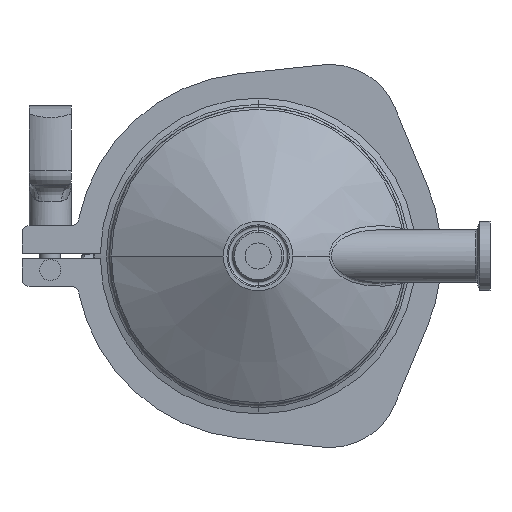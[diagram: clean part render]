
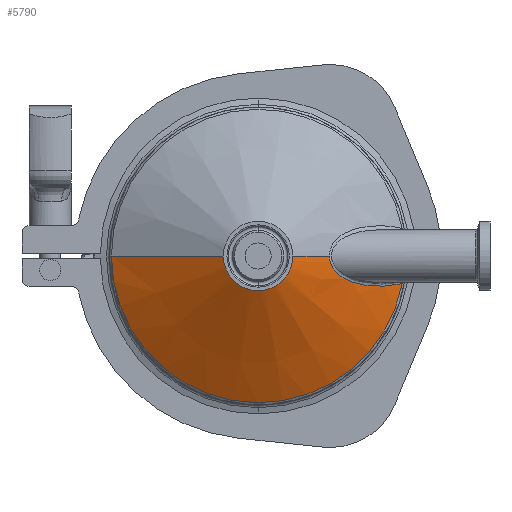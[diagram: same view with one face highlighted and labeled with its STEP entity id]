
A CAD part, front view. The second image highlights one B-rep face of the part: STEP entity #5790.
In plain terms, the highlighted conical face has half-angle 60 degrees and reference radius 10.312 mm.
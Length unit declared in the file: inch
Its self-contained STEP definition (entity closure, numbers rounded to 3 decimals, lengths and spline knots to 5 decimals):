
#14 = AXIS2_PLACEMENT_3D ( 'NONE', #3353, #3776, #3742 ) ;
#138 = ORIENTED_EDGE ( 'NONE', *, *, #3633, .T. ) ;
#270 = CARTESIAN_POINT ( 'NONE',  ( -0.406, -0.7321, 0. ) ) ;
#324 = CARTESIAN_POINT ( 'NONE',  ( 1.94349, 0.18055, -0.41271 ) ) ;
#357 = CARTESIAN_POINT ( 'NONE',  ( 2.04432, 0.23525, -0.39167 ) ) ;
#384 = CARTESIAN_POINT ( 'NONE',  ( 1.01013, -0.38331, 0. ) ) ;
#390 = CARTESIAN_POINT ( 'NONE',  ( 1.31953, -0.17626, -0.36378 ) ) ;
#828 = DIRECTION ( 'NONE',  ( 0.866, 0.5, 0. ) ) ;
#842 = EDGE_CURVE ( 'NONE', #3730, #3092, #1914, .T. ) ;
#869 = CARTESIAN_POINT ( 'NONE',  ( 2.04432, 0.23525, -0.39167 ) ) ;
#884 = CARTESIAN_POINT ( 'NONE',  ( 1.04891, -0.35464, -0.15179 ) ) ;
#923 = CARTESIAN_POINT ( 'NONE',  ( 1.39168, -0.13247, -0.38739 ) ) ;
#1029 = CARTESIAN_POINT ( 'NONE',  ( 1.02632, -0.37119, -0.10018 ) ) ;
#1457 = VERTEX_POINT ( 'NONE', #6073 ) ;
#1483 = CARTESIAN_POINT ( 'NONE',  ( 1.24975, -0.21974, -0.33341 ) ) ;
#1553 = CARTESIAN_POINT ( 'NONE',  ( 1.79218, 0.09735, -0.42852 ) ) ;
#1782 = VECTOR ( 'NONE', #828, 39.37008 ) ;
#1849 = CARTESIAN_POINT ( 'NONE',  ( 0.406, -0.7321, 0. ) ) ;
#1909 = DIRECTION ( 'NONE',  ( 0., 1., 0. ) ) ;
#1914 = LINE ( 'NONE', #1849, #1782 ) ;
#1938 = CARTESIAN_POINT ( 'NONE',  ( 1.01013, -0.38331, 0. ) ) ;
#2005 = CARTESIAN_POINT ( 'NONE',  ( 1.03115, -0.36762, -0.11347 ) ) ;
#2081 = ORIENTED_EDGE ( 'NONE', *, *, #4589, .T. ) ;
#2097 = CONICAL_SURFACE ( 'NONE', #3409, 0.406, 1.047 ) ;
#2108 = ORIENTED_EDGE ( 'NONE', *, *, #842, .F. ) ;
#2456 = CARTESIAN_POINT ( 'NONE',  ( 1.48997, -0.07418, -0.4108 ) ) ;
#2486 = CARTESIAN_POINT ( 'NONE',  ( 1.84262, 0.12523, -0.42508 ) ) ;
#2518 = CARTESIAN_POINT ( 'NONE',  ( 1.14323, -0.28906, -0.26433 ) ) ;
#2858 = CARTESIAN_POINT ( 'NONE',  ( -0.406, -0.7321, 0. ) ) ;
#2869 = CARTESIAN_POINT ( 'NONE',  ( 0.406, -0.7321, 0. ) ) ;
#2941 = DIRECTION ( 'NONE',  ( -0.866, 0.5, 0. ) ) ;
#2960 = CIRCLE ( 'NONE', #6172, 0.406 ) ;
#2992 = CARTESIAN_POINT ( 'NONE',  ( 1.20547, -0.24804, -0.30897 ) ) ;
#3026 = CARTESIAN_POINT ( 'NONE',  ( 1.34343, -0.16163, -0.37234 ) ) ;
#3092 = VERTEX_POINT ( 'NONE', #384 ) ;
#3095 = CARTESIAN_POINT ( 'NONE',  ( 1.04242, -0.35936, -0.13923 ) ) ;
#3145 = VERTEX_POINT ( 'NONE', #2858 ) ;
#3353 = CARTESIAN_POINT ( 'NONE',  ( 0., 0.23525, 0. ) ) ;
#3354 = CARTESIAN_POINT ( 'NONE',  ( 0., -0.7321, 0. ) ) ;
#3401 = LINE ( 'NONE', #270, #3677 ) ;
#3409 = AXIS2_PLACEMENT_3D ( 'NONE', #5545, #1909, #4018 ) ;
#3475 = ORIENTED_EDGE ( 'NONE', *, *, #6723, .T. ) ;
#3476 = B_SPLINE_CURVE_WITH_KNOTS ( 'NONE', 3,
 ( #357, #3554, #324, #2486, #1553, #3658, #3520, #5670, #2456, #6144, #923, #3026, #390, #5120, #1483, #2992, #4597, #3590, #2518, #5739, #5769, #5641, #4634, #884, #3095, #2005, #1029, #4563, #5224, #4043, #6655, #1938 ),
 .UNSPECIFIED., .F., .F.,
 ( 4, 2, 2, 2, 2, 2, 2, 2, 2, 2, 2, 2, 2, 2, 2, 4 ),
 ( 0., 0.0044, 0.0088, 0.0132, 0.01759, 0.01979, 0.02199, 0.02419, 0.02639, 0.02749, 0.02859, 0.03079, 0.03189, 0.03299, 0.03409, 0.03519 ),
 .UNSPECIFIED. ) ;
#3520 = CARTESIAN_POINT ( 'NONE',  ( 1.64098, 0.01263, -0.42822 ) ) ;
#3554 = CARTESIAN_POINT ( 'NONE',  ( 1.99393, 0.20799, -0.4038 ) ) ;
#3590 = CARTESIAN_POINT ( 'NONE',  ( 1.15326, -0.28235, -0.27243 ) ) ;
#3633 = EDGE_CURVE ( 'NONE', #3730, #3145, #2960, .T. ) ;
#3658 = CARTESIAN_POINT ( 'NONE',  ( 1.69136, 0.04105, -0.43009 ) ) ;
#3677 = VECTOR ( 'NONE', #2941, 39.37008 ) ;
#3730 = VERTEX_POINT ( 'NONE', #2869 ) ;
#3742 = DIRECTION ( 'NONE',  ( -1., 0., 0. ) ) ;
#3776 = DIRECTION ( 'NONE',  ( 0., 1., 0. ) ) ;
#4018 = DIRECTION ( 'NONE',  ( -1., 0., 0. ) ) ;
#4043 = CARTESIAN_POINT ( 'NONE',  ( 1.01116, -0.38253, -0.02921 ) ) ;
#4057 = ORIENTED_EDGE ( 'NONE', *, *, #4900, .F. ) ;
#4236 = CIRCLE ( 'NONE', #14, 2.0815 ) ;
#4267 = DIRECTION ( 'NONE',  ( 0., 1., 0. ) ) ;
#4563 = CARTESIAN_POINT ( 'NONE',  ( 1.01841, -0.37708, -0.0727 ) ) ;
#4589 = EDGE_CURVE ( 'NONE', #3145, #1457, #3401, .T. ) ;
#4597 = CARTESIAN_POINT ( 'NONE',  ( 1.18405, -0.26197, -0.2954 ) ) ;
#4634 = CARTESIAN_POINT ( 'NONE',  ( 1.07016, -0.33936, -0.18745 ) ) ;
#4674 = VERTEX_POINT ( 'NONE', #869 ) ;
#4900 = EDGE_CURVE ( 'NONE', #4674, #1457, #4236, .T. ) ;
#5120 = CARTESIAN_POINT ( 'NONE',  ( 1.2726, -0.20536, -0.34428 ) ) ;
#5224 = CARTESIAN_POINT ( 'NONE',  ( 1.01532, -0.3794, -0.05842 ) ) ;
#5444 = DIRECTION ( 'NONE',  ( -1., 0., 0. ) ) ;
#5545 = CARTESIAN_POINT ( 'NONE',  ( 0., -0.7321, 0. ) ) ;
#5641 = CARTESIAN_POINT ( 'NONE',  ( 1.08666, -0.32771, -0.20874 ) ) ;
#5670 = CARTESIAN_POINT ( 'NONE',  ( 1.54036, -0.04494, -0.4186 ) ) ;
#5673 = EDGE_LOOP ( 'NONE', ( #2108, #138, #2081, #4057, #3475 ) ) ;
#5739 = CARTESIAN_POINT ( 'NONE',  ( 1.12368, -0.30226, -0.24709 ) ) ;
#5769 = CARTESIAN_POINT ( 'NONE',  ( 1.11414, -0.30877, -0.23791 ) ) ;
#5790 = ADVANCED_FACE ( 'Defeatured_0_27', ( #6090 ), #2097, .T. ) ;
#6073 = CARTESIAN_POINT ( 'NONE',  ( -2.0815, 0.23525, 0. ) ) ;
#6090 = FACE_OUTER_BOUND ( 'NONE', #5673, .T. ) ;
#6144 = CARTESIAN_POINT ( 'NONE',  ( 1.41608, -0.11789, -0.3939 ) ) ;
#6172 = AXIS2_PLACEMENT_3D ( 'NONE', #3354, #4267, #5444 ) ;
#6655 = CARTESIAN_POINT ( 'NONE',  ( 1.01013, -0.38331, -0.0146 ) ) ;
#6723 = EDGE_CURVE ( 'NONE', #4674, #3092, #3476, .T. ) ;
